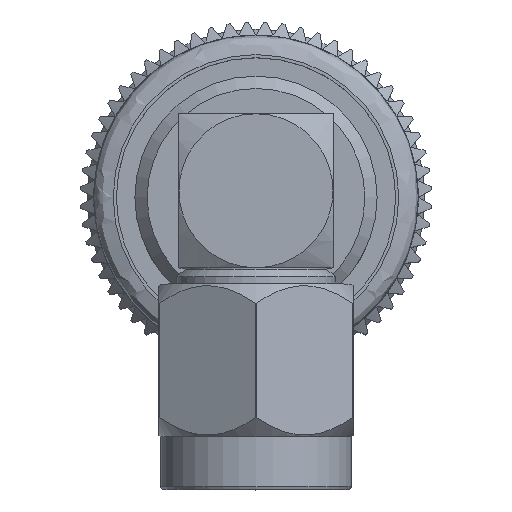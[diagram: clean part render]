
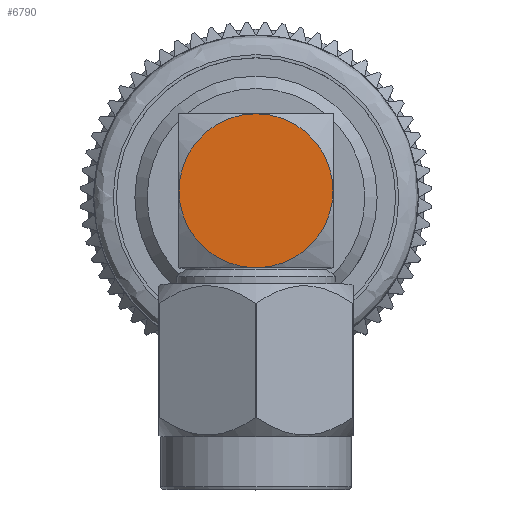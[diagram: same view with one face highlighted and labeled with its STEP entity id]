
A CAD part, top view. The second image highlights one B-rep face of the part: STEP entity #6790.
In plain terms, the highlighted face is planar.
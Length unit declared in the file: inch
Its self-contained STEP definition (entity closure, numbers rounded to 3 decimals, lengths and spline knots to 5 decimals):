
#290 = AXIS2_PLACEMENT_3D ( 'NONE', #14075, #16500, #3340 ) ;
#1861 = CARTESIAN_POINT ( 'NONE',  ( -0.125, -0.36023, -0.125 ) ) ;
#3005 = EDGE_CURVE ( 'NONE', #13993, #15564, #26654, .T. ) ;
#3340 = DIRECTION ( 'NONE',  ( 0., 0., 1. ) ) ;
#3629 = AXIS2_PLACEMENT_3D ( 'NONE', #25921, #13453, #19686 ) ;
#4176 = DIRECTION ( 'NONE',  ( -1., 0., 0. ) ) ;
#6438 = CARTESIAN_POINT ( 'NONE',  ( -0.125, -0.48523, -0.125 ) ) ;
#6668 = EDGE_CURVE ( 'NONE', #15564, #13993, #17238, .T. ) ;
#6790 = ADVANCED_FACE ( 'NONE', ( #7839 ), #16694, .T. ) ;
#7839 = FACE_OUTER_BOUND ( 'NONE', #8398, .T. ) ;
#8398 = EDGE_LOOP ( 'NONE', ( #12484, #21952 ) ) ;
#12484 = ORIENTED_EDGE ( 'NONE', *, *, #3005, .T. ) ;
#13453 = DIRECTION ( 'NONE',  ( -1., 0., 0. ) ) ;
#13992 = AXIS2_PLACEMENT_3D ( 'NONE', #1861, #4176, #18980 ) ;
#13993 = VERTEX_POINT ( 'NONE', #6438 ) ;
#14075 = CARTESIAN_POINT ( 'NONE',  ( -0.125, -0.48523, 0. ) ) ;
#15564 = VERTEX_POINT ( 'NONE', #22582 ) ;
#16500 = DIRECTION ( 'NONE',  ( -1., 0., 0. ) ) ;
#16694 = PLANE ( 'NONE',  #13992 ) ;
#17238 = CIRCLE ( 'NONE', #290, 0.125 ) ;
#18980 = DIRECTION ( 'NONE',  ( 0., 0., 1. ) ) ;
#19686 = DIRECTION ( 'NONE',  ( 0., 0., 1. ) ) ;
#21952 = ORIENTED_EDGE ( 'NONE', *, *, #6668, .T. ) ;
#22582 = CARTESIAN_POINT ( 'NONE',  ( -0.125, -0.48523, 0.125 ) ) ;
#25921 = CARTESIAN_POINT ( 'NONE',  ( -0.125, -0.48523, 0. ) ) ;
#26654 = CIRCLE ( 'NONE', #3629, 0.125 ) ;
